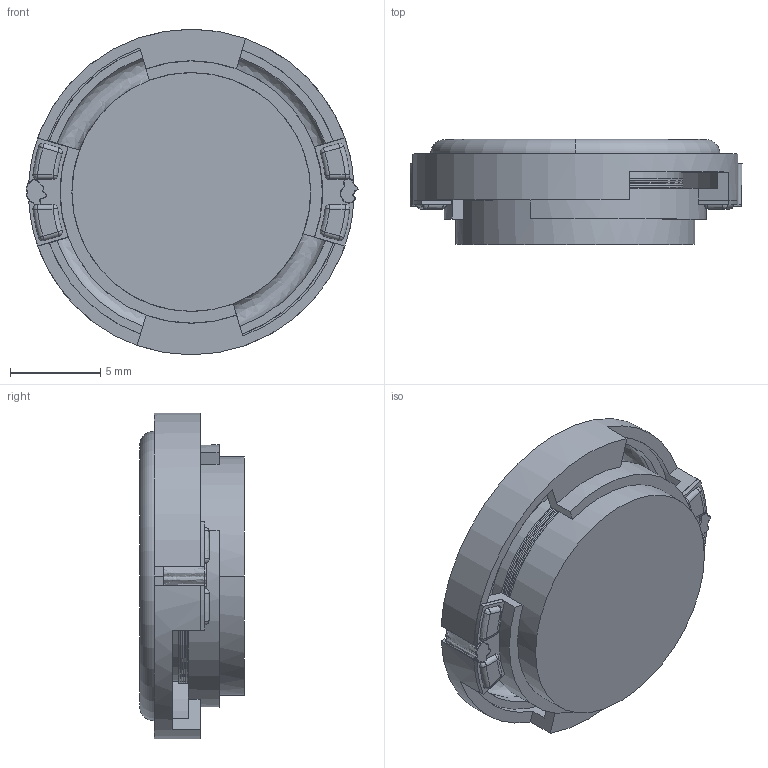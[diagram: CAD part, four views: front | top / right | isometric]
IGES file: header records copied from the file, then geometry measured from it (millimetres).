
Global section: file name: No Iges File Name specified; native system: Autodesk Inventor 2010; preprocessor: AutoDesk Inventor Iges Exporter R2010; author: dunn; date: 20100928.095427; units: millimetre
Bounding box: 18.35 x 5.8 x 18 mm (x, y, z)
Volume: 998.5 mm3; surface area: 1691.4 mm2
Topology: 3 solids, 3 shells, 184 faces, 512 edges, 318 vertices
Faces by surface type: torus 52, plane 44, bspline 37, cylinder 22, revolution 21, sphere 8
